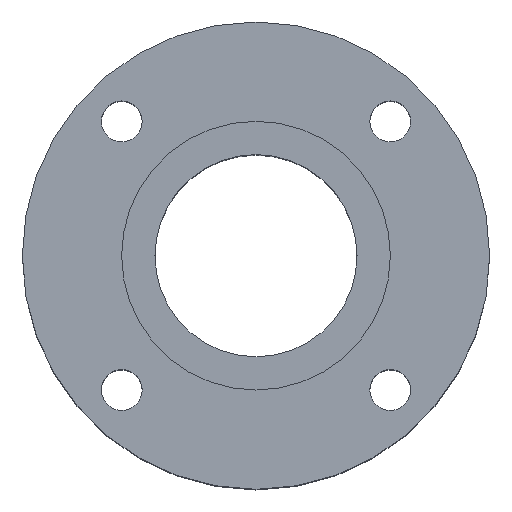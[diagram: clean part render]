
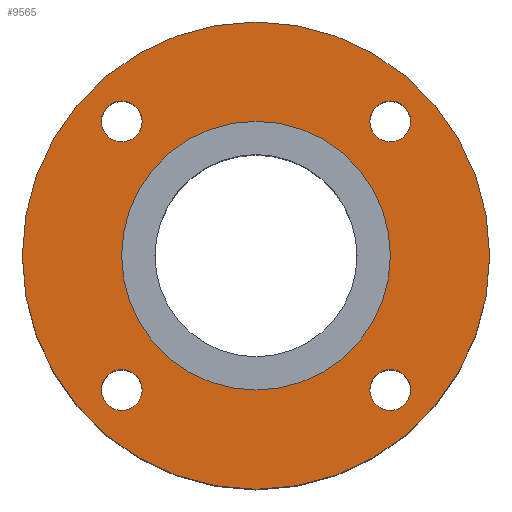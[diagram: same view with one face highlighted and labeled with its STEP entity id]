
A CAD part, top view. The second image highlights one B-rep face of the part: STEP entity #9565.
In plain terms, the highlighted planar face has unit normal (0, 0, 1).
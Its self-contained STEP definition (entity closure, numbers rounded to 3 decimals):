
#30 = VERTEX_POINT ( 'NONE', #27860 ) ;
#92 = EDGE_LOOP ( 'NONE', ( #26533, #13669 ) ) ;
#440 = DIRECTION ( 'NONE',  ( 0., 0., 1. ) ) ;
#545 = DIRECTION ( 'NONE',  ( 1., 0., 0. ) ) ;
#1209 = AXIS2_PLACEMENT_3D ( 'NONE', #14335, #26418, #545 ) ;
#1645 = AXIS2_PLACEMENT_3D ( 'NONE', #30625, #18839, #9405 ) ;
#1647 = VERTEX_POINT ( 'NONE', #22089 ) ;
#1824 = ORIENTED_EDGE ( 'NONE', *, *, #15934, .F. ) ;
#2026 = DIRECTION ( 'NONE',  ( 1., 0., 0. ) ) ;
#2207 = PLANE ( 'NONE',  #25420 ) ;
#2230 = CIRCLE ( 'NONE', #29967, 46. ) ;
#2287 = CARTESIAN_POINT ( 'NONE',  ( -45.962, 45.962, -0.6 ) ) ;
#2533 = DIRECTION ( 'NONE',  ( 0., 0., 1. ) ) ;
#2968 = AXIS2_PLACEMENT_3D ( 'NONE', #5366, #14810, #24265 ) ;
#3148 = CARTESIAN_POINT ( 'NONE',  ( -46., 0., -0.6 ) ) ;
#3625 = CIRCLE ( 'NONE', #21937, 7. ) ;
#3927 = ORIENTED_EDGE ( 'NONE', *, *, #7299, .T. ) ;
#3959 = EDGE_LOOP ( 'NONE', ( #1824, #9270 ) ) ;
#4752 = CIRCLE ( 'NONE', #10206, 80. ) ;
#4871 = CARTESIAN_POINT ( 'NONE',  ( -80., 0., -0.6 ) ) ;
#4972 = CARTESIAN_POINT ( 'NONE',  ( 45.962, -45.962, -0.6 ) ) ;
#5117 = CARTESIAN_POINT ( 'NONE',  ( 45.962, -45.962, -0.6 ) ) ;
#5366 = CARTESIAN_POINT ( 'NONE',  ( 45.962, 45.962, -0.6 ) ) ;
#5621 = ORIENTED_EDGE ( 'NONE', *, *, #8196, .F. ) ;
#6270 = CARTESIAN_POINT ( 'NONE',  ( 0., 0., -0.6 ) ) ;
#6380 = EDGE_LOOP ( 'NONE', ( #27744, #20333 ) ) ;
#6403 = AXIS2_PLACEMENT_3D ( 'NONE', #12659, #19794, #29252 ) ;
#6567 = FACE_BOUND ( 'NONE', #6380, .T. ) ;
#6848 = VERTEX_POINT ( 'NONE', #27780 ) ;
#6870 = FACE_BOUND ( 'NONE', #8112, .T. ) ;
#7299 = EDGE_CURVE ( 'NONE', #14413, #24878, #4752, .T. ) ;
#7430 = DIRECTION ( 'NONE',  ( -1., 0., 0. ) ) ;
#7610 = DIRECTION ( 'NONE',  ( 0., -1., 0. ) ) ;
#8086 = VERTEX_POINT ( 'NONE', #25131 ) ;
#8112 = EDGE_LOOP ( 'NONE', ( #21741, #5621 ) ) ;
#8157 = VERTEX_POINT ( 'NONE', #27755 ) ;
#8196 = EDGE_CURVE ( 'NONE', #30, #26935, #3625, .T. ) ;
#8273 = CIRCLE ( 'NONE', #9742, 7. ) ;
#8408 = CARTESIAN_POINT ( 'NONE',  ( -38.962, -45.962, -0.6 ) ) ;
#8757 = EDGE_CURVE ( 'NONE', #6848, #11572, #10569, .T. ) ;
#8869 = CARTESIAN_POINT ( 'NONE',  ( 0., 0., -0.6 ) ) ;
#9204 = DIRECTION ( 'NONE',  ( -1., 0., 0. ) ) ;
#9229 = ORIENTED_EDGE ( 'NONE', *, *, #24243, .F. ) ;
#9270 = ORIENTED_EDGE ( 'NONE', *, *, #11930, .F. ) ;
#9405 = DIRECTION ( 'NONE',  ( 1., 0., 0. ) ) ;
#9565 = ADVANCED_FACE ( 'NONE', ( #6870, #14129, #16162, #6567, #28393, #21273 ), #2207, .F. ) ;
#9646 = DIRECTION ( 'NONE',  ( 0., 0., -1. ) ) ;
#9711 = CARTESIAN_POINT ( 'NONE',  ( 52.962, -45.962, -0.6 ) ) ;
#9742 = AXIS2_PLACEMENT_3D ( 'NONE', #2287, #30342, #16542 ) ;
#10206 = AXIS2_PLACEMENT_3D ( 'NONE', #8869, #30088, #2026 ) ;
#10260 = CIRCLE ( 'NONE', #24608, 7. ) ;
#10569 = CIRCLE ( 'NONE', #1645, 46. ) ;
#10792 = CARTESIAN_POINT ( 'NONE',  ( 0., 0., -0.6 ) ) ;
#10922 = DIRECTION ( 'NONE',  ( 1., 0., 0. ) ) ;
#11060 = EDGE_LOOP ( 'NONE', ( #3927, #13402 ) ) ;
#11162 = CIRCLE ( 'NONE', #26989, 7. ) ;
#11191 = EDGE_CURVE ( 'NONE', #14829, #1647, #21479, .T. ) ;
#11572 = VERTEX_POINT ( 'NONE', #3148 ) ;
#11807 = EDGE_LOOP ( 'NONE', ( #9229, #30549 ) ) ;
#11930 = EDGE_CURVE ( 'NONE', #14087, #15237, #21027, .T. ) ;
#11985 = DIRECTION ( 'NONE',  ( 0., 1., 0. ) ) ;
#12659 = CARTESIAN_POINT ( 'NONE',  ( -45.962, -45.962, -0.6 ) ) ;
#13288 = EDGE_CURVE ( 'NONE', #24878, #14413, #19538, .T. ) ;
#13402 = ORIENTED_EDGE ( 'NONE', *, *, #13288, .T. ) ;
#13669 = ORIENTED_EDGE ( 'NONE', *, *, #14490, .F. ) ;
#14087 = VERTEX_POINT ( 'NONE', #29932 ) ;
#14129 = FACE_BOUND ( 'NONE', #3959, .T. ) ;
#14335 = CARTESIAN_POINT ( 'NONE',  ( 45.962, 45.962, -0.6 ) ) ;
#14413 = VERTEX_POINT ( 'NONE', #14945 ) ;
#14490 = EDGE_CURVE ( 'NONE', #11572, #6848, #2230, .T. ) ;
#14810 = DIRECTION ( 'NONE',  ( 0., 0., 1. ) ) ;
#14829 = VERTEX_POINT ( 'NONE', #17651 ) ;
#14945 = CARTESIAN_POINT ( 'NONE',  ( 80., 0., -0.6 ) ) ;
#14990 = CIRCLE ( 'NONE', #6403, 7. ) ;
#15237 = VERTEX_POINT ( 'NONE', #8408 ) ;
#15934 = EDGE_CURVE ( 'NONE', #15237, #14087, #14990, .T. ) ;
#16162 = FACE_BOUND ( 'NONE', #11807, .T. ) ;
#16323 = CARTESIAN_POINT ( 'NONE',  ( 0., 46., -0.6 ) ) ;
#16326 = CIRCLE ( 'NONE', #2968, 7. ) ;
#16542 = DIRECTION ( 'NONE',  ( 0., 1., 0. ) ) ;
#16734 = DIRECTION ( 'NONE',  ( 0., 0., 1. ) ) ;
#17651 = CARTESIAN_POINT ( 'NONE',  ( 52.962, 45.962, -0.6 ) ) ;
#17767 = DIRECTION ( 'NONE',  ( 1., 0., 0. ) ) ;
#18839 = DIRECTION ( 'NONE',  ( 0., 0., 1. ) ) ;
#19373 = DIRECTION ( 'NONE',  ( 0., 0., 1. ) ) ;
#19538 = CIRCLE ( 'NONE', #29466, 80. ) ;
#19686 = DIRECTION ( 'NONE',  ( 0., -1., 0. ) ) ;
#19794 = DIRECTION ( 'NONE',  ( 0., 0., 1. ) ) ;
#20094 = DIRECTION ( 'NONE',  ( 0., 0., 1. ) ) ;
#20333 = ORIENTED_EDGE ( 'NONE', *, *, #23243, .F. ) ;
#21027 = CIRCLE ( 'NONE', #21508, 7. ) ;
#21273 = FACE_OUTER_BOUND ( 'NONE', #11060, .T. ) ;
#21479 = CIRCLE ( 'NONE', #1209, 7. ) ;
#21508 = AXIS2_PLACEMENT_3D ( 'NONE', #28652, #440, #7430 ) ;
#21741 = ORIENTED_EDGE ( 'NONE', *, *, #29522, .F. ) ;
#21937 = AXIS2_PLACEMENT_3D ( 'NONE', #5117, #19373, #7610 ) ;
#22089 = CARTESIAN_POINT ( 'NONE',  ( 38.962, 45.962, -0.6 ) ) ;
#23243 = EDGE_CURVE ( 'NONE', #1647, #14829, #16326, .T. ) ;
#23297 = DIRECTION ( 'NONE',  ( 0., 0., 1. ) ) ;
#23766 = CARTESIAN_POINT ( 'NONE',  ( -45.962, 45.962, -0.6 ) ) ;
#24243 = EDGE_CURVE ( 'NONE', #8086, #8157, #11162, .T. ) ;
#24265 = DIRECTION ( 'NONE',  ( 1., 0., 0. ) ) ;
#24608 = AXIS2_PLACEMENT_3D ( 'NONE', #4972, #16734, #19686 ) ;
#24878 = VERTEX_POINT ( 'NONE', #4871 ) ;
#25131 = CARTESIAN_POINT ( 'NONE',  ( -38.962, 45.962, -0.6 ) ) ;
#25420 = AXIS2_PLACEMENT_3D ( 'NONE', #16323, #9646, #9204 ) ;
#26418 = DIRECTION ( 'NONE',  ( 0., 0., 1. ) ) ;
#26533 = ORIENTED_EDGE ( 'NONE', *, *, #8757, .F. ) ;
#26935 = VERTEX_POINT ( 'NONE', #9711 ) ;
#26989 = AXIS2_PLACEMENT_3D ( 'NONE', #23766, #2533, #11985 ) ;
#27653 = EDGE_CURVE ( 'NONE', #8157, #8086, #8273, .T. ) ;
#27744 = ORIENTED_EDGE ( 'NONE', *, *, #11191, .F. ) ;
#27755 = CARTESIAN_POINT ( 'NONE',  ( -52.962, 45.962, -0.6 ) ) ;
#27780 = CARTESIAN_POINT ( 'NONE',  ( 46., 0., -0.6 ) ) ;
#27860 = CARTESIAN_POINT ( 'NONE',  ( 38.962, -45.962, -0.6 ) ) ;
#28393 = FACE_BOUND ( 'NONE', #92, .T. ) ;
#28652 = CARTESIAN_POINT ( 'NONE',  ( -45.962, -45.962, -0.6 ) ) ;
#29252 = DIRECTION ( 'NONE',  ( -1., 0., 0. ) ) ;
#29466 = AXIS2_PLACEMENT_3D ( 'NONE', #10792, #20094, #17767 ) ;
#29522 = EDGE_CURVE ( 'NONE', #26935, #30, #10260, .T. ) ;
#29932 = CARTESIAN_POINT ( 'NONE',  ( -52.962, -45.962, -0.6 ) ) ;
#29967 = AXIS2_PLACEMENT_3D ( 'NONE', #6270, #23297, #10922 ) ;
#30088 = DIRECTION ( 'NONE',  ( 0., 0., 1. ) ) ;
#30342 = DIRECTION ( 'NONE',  ( 0., 0., 1. ) ) ;
#30549 = ORIENTED_EDGE ( 'NONE', *, *, #27653, .F. ) ;
#30625 = CARTESIAN_POINT ( 'NONE',  ( 0., 0., -0.6 ) ) ;
